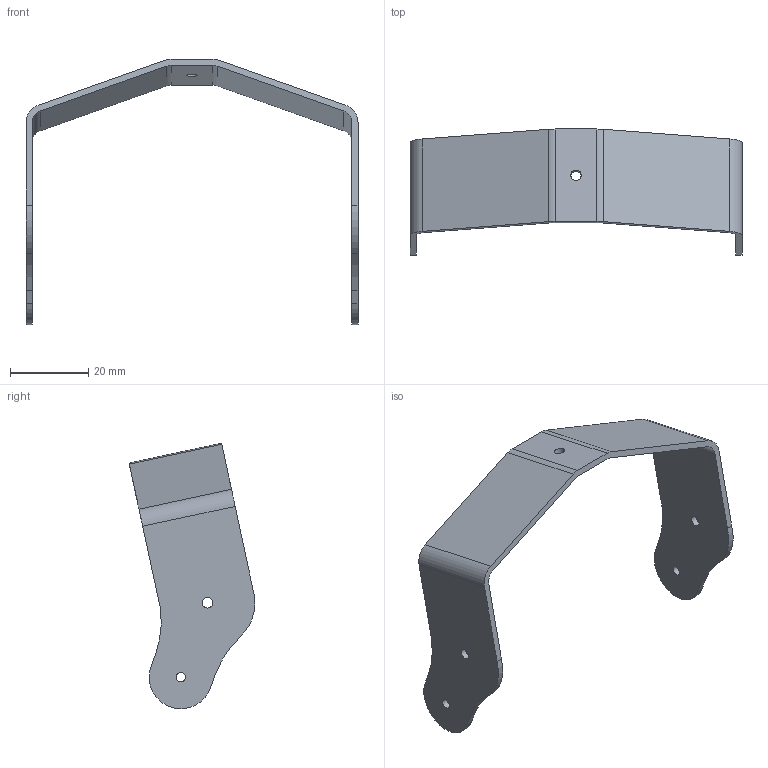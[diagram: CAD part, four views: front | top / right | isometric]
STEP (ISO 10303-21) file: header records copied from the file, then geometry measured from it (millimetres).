
FILE_DESCRIPTION(/* description */ ('STEP AP214'),/* implementation_level */ '2;1');
FILE_NAME(/* name */ '62525c1fecdeb77adb8bb15e',/* time_stamp */ '2022-04-10T04:25:03+00:00',/* author */ (''),/* organization */ (''),/* preprocessor_version */ 'ST-DEVELOPER v18.101',/* originating_system */ ' ',/* authorisation */ ' ');
FILE_SCHEMA (('AUTOMOTIVE_DESIGN {1 0 10303 214 3 1 1}'));
Length unit declared in the file: metre
Products named in the file (1): bracesb3
Bounding box: 84.86 x 32.14 x 67.88 mm (x, y, z)
Volume: 6772 mm3; surface area: 9244.3 mm2
Topology: 1 solids, 1 shells, 37 faces, 106 edges, 71 vertices
Faces by surface type: cylinder 21, plane 16
Full cylindrical faces by diameter (mm): 2.381 x2, 2.705 x3
Entity records: 1246 total; most frequent: DIRECTION 218, CARTESIAN_POINT 208, ORIENTED_EDGE 200, EDGE_CURVE 100, AXIS2_PLACEMENT_3D 80, VERTEX_POINT 70, LINE 58, VECTOR 58
